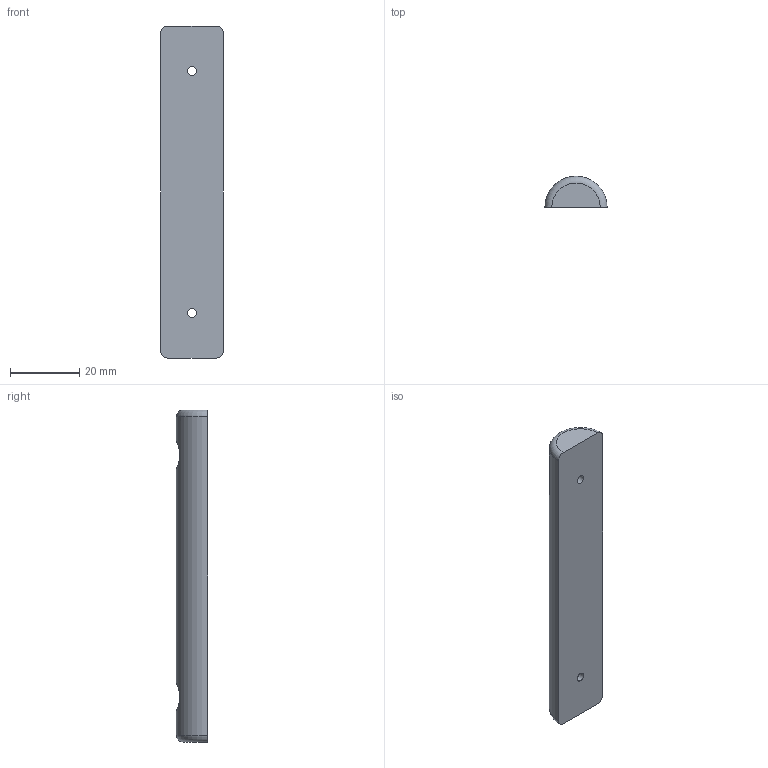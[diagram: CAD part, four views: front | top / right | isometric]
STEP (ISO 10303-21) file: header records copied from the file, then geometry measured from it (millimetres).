
FILE_DESCRIPTION(/* description */ (''),/* implementation_level */ '2;1');
FILE_NAME(/* name */ 'BodyDampener.stp',/* time_stamp */ '2022-03-08T18:40:00+00:00',/* author */ ('Jochen'),/* organization */ (''),/* preprocessor_version */ 'ST-DEVELOPER v18.1',/* originating_system */ 'Autodesk Inventor 2022',/* authorisation */ '');
FILE_SCHEMA (('AUTOMOTIVE_DESIGN { 1 0 10303 214 3 1 1 }'));
Length unit declared in the file: millimetre
Products named in the file (1): BodySiliconeRubber
Bounding box: 18 x 9 x 96 mm (x, y, z)
Volume: 11740.2 mm3; surface area: 4877.1 mm2
Topology: 1 solids, 1 shells, 12 faces, 26 edges, 18 vertices
Faces by surface type: cylinder 5, plane 5, torus 2
Full cylindrical faces by diameter (mm): 2.5 x2, 8 x2
Entity records: 451 total; most frequent: CARTESIAN_POINT 125, DIRECTION 62, ORIENTED_EDGE 52, AXIS2_PLACEMENT_3D 27, EDGE_CURVE 26, EDGE_LOOP 18, VERTEX_POINT 18, CIRCLE 14
